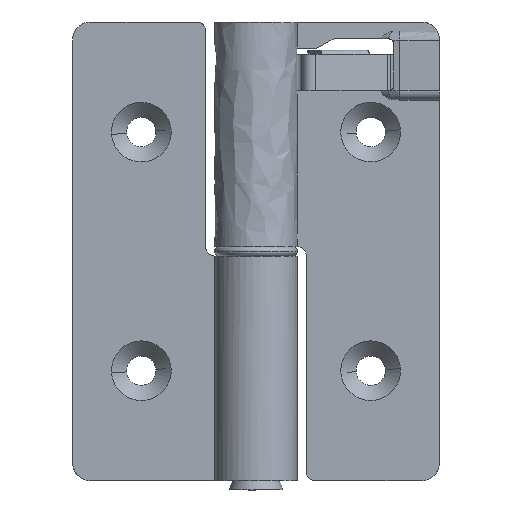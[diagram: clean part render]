
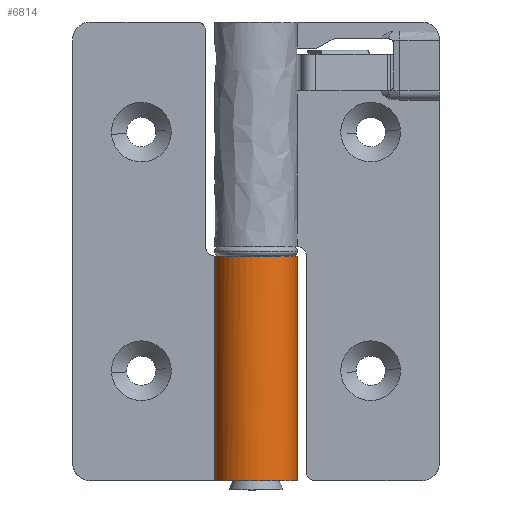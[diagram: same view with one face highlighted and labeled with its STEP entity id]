
A CAD part, front view. The second image highlights one B-rep face of the part: STEP entity #6814.
In plain terms, the highlighted free-form (B-spline) face has degree [1, 2] with [2, 7] control points.
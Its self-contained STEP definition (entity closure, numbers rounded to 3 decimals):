
#6527=CARTESIAN_POINT('',(0.,4.5,24.5));
#6528=VERTEX_POINT('',#6527);
#6577=CARTESIAN_POINT('',(-4.031,2.,24.5));
#6578=VERTEX_POINT('',#6577);
#6584=CARTESIAN_POINT('',(-4.031,2.,24.5));
#6585=CARTESIAN_POINT('',(-4.139,1.783,24.5));
#6586=CARTESIAN_POINT('',(-4.319,1.331,24.5));
#6587=CARTESIAN_POINT('',(-4.471,0.648,24.5));
#6588=CARTESIAN_POINT('',(-4.513,0.011,24.5));
#6589=CARTESIAN_POINT('',(-4.472,-0.625,24.5));
#6590=CARTESIAN_POINT('',(-4.353,-1.191,24.5));
#6591=CARTESIAN_POINT('',(-4.147,-1.778,24.5));
#6592=CARTESIAN_POINT('',(-3.841,-2.389,24.5));
#6593=CARTESIAN_POINT('',(-3.322,-3.085,24.5));
#6594=CARTESIAN_POINT('',(-2.645,-3.677,24.5));
#6595=CARTESIAN_POINT('',(-1.998,-4.048,24.5));
#6596=CARTESIAN_POINT('',(-1.351,-4.31,24.5));
#6597=CARTESIAN_POINT('',(-0.552,-4.504,24.5));
#6598=CARTESIAN_POINT('',(0.425,-4.519,24.5));
#6599=CARTESIAN_POINT('',(1.319,-4.327,24.5));
#6600=CARTESIAN_POINT('',(2.065,-4.022,24.5));
#6601=CARTESIAN_POINT('',(2.776,-3.581,24.5));
#6602=CARTESIAN_POINT('',(3.419,-2.973,24.5));
#6603=CARTESIAN_POINT('',(3.855,-2.35,24.5));
#6604=CARTESIAN_POINT('',(4.165,-1.742,24.5));
#6605=CARTESIAN_POINT('',(4.399,-1.066,24.5));
#6606=CARTESIAN_POINT('',(4.524,-0.222,24.5));
#6607=CARTESIAN_POINT('',(4.483,0.584,24.5));
#6608=CARTESIAN_POINT('',(4.303,1.4,24.5));
#6609=CARTESIAN_POINT('',(3.96,2.215,24.5));
#6610=CARTESIAN_POINT('',(3.436,2.946,24.5));
#6611=CARTESIAN_POINT('',(2.777,3.576,24.5));
#6612=CARTESIAN_POINT('',(2.033,4.055,24.5));
#6613=CARTESIAN_POINT('',(1.061,4.413,24.5));
#6614=CARTESIAN_POINT('',(0.379,4.5,24.5));
#6615=CARTESIAN_POINT('',(0.,4.5,24.5));
#6616=B_SPLINE_CURVE_WITH_KNOTS('',3,(#6584,#6585,#6586,#6587,#6588,#6589,#6590,#6591,#6592,#6593,#6594,#6595,#6596,#6597,#6598,#6599,#6600,#6601,#6602,#6603,#6604,#6605,#6606,#6607,#6608,#6609,#6610,#6611,#6612,#6613,#6614,#6615),.UNSPECIFIED.,.F.,.U.,(4,1,1,1,1,1,1,1,1,1,1,1,1,1,1,1,1,1,1,1,1,1,1,1,1,1,1,1,1,4),(0.,0.727,1.455,2.091,2.637,3.364,3.819,4.501,5.41,6.411,7.184,7.638,8.502,9.639,10.548,11.23,12.048,13.049,13.867,14.322,15.095,16.004,16.868,17.504,18.504,19.505,20.187,21.232,22.142,23.278),.UNSPECIFIED.);
#6617=EDGE_CURVE('',#6578,#6528,#6616,.T.);
#6635=CARTESIAN_POINT('',(0.,4.5,0.0));
#6636=VERTEX_POINT('',#6635);
#6642=CARTESIAN_POINT('',(-4.031,2.,0.0));
#6643=VERTEX_POINT('',#6642);
#6644=CARTESIAN_POINT('',(0.,4.5,0.0));
#6645=CARTESIAN_POINT('',(0.379,4.5,0.0));
#6646=CARTESIAN_POINT('',(0.97,4.425,0.0));
#6647=CARTESIAN_POINT('',(1.762,4.159,0.0));
#6648=CARTESIAN_POINT('',(2.344,3.86,0.0));
#6649=CARTESIAN_POINT('',(2.899,3.463,0.0));
#6650=CARTESIAN_POINT('',(3.446,2.935,0.0));
#6651=CARTESIAN_POINT('',(3.948,2.226,0.0));
#6652=CARTESIAN_POINT('',(4.251,1.527,0.0));
#6653=CARTESIAN_POINT('',(4.444,0.809,0.0));
#6654=CARTESIAN_POINT('',(4.52,0.158,0.0));
#6655=CARTESIAN_POINT('',(4.475,-0.646,0.0));
#6656=CARTESIAN_POINT('',(4.323,-1.314,0.0));
#6657=CARTESIAN_POINT('',(4.065,-1.963,0.0));
#6658=CARTESIAN_POINT('',(3.735,-2.545,0.0));
#6659=CARTESIAN_POINT('',(3.316,-3.066,0.0));
#6660=CARTESIAN_POINT('',(2.837,-3.51,0.0));
#6661=CARTESIAN_POINT('',(2.242,-3.931,0.0));
#6662=CARTESIAN_POINT('',(1.564,-4.245,0.0));
#6663=CARTESIAN_POINT('',(0.814,-4.442,0.0));
#6664=CARTESIAN_POINT('',(0.21,-4.509,0.0));
#6665=CARTESIAN_POINT('',(-0.427,-4.493,0.0));
#6666=CARTESIAN_POINT('',(-1.133,-4.381,0.0));
#6667=CARTESIAN_POINT('',(-1.995,-4.077,0.0));
#6668=CARTESIAN_POINT('',(-2.781,-3.577,0.0));
#6669=CARTESIAN_POINT('',(-3.371,-3.007,0.0));
#6670=CARTESIAN_POINT('',(-3.832,-2.402,0.0));
#6671=CARTESIAN_POINT('',(-4.197,-1.699,0.0));
#6672=CARTESIAN_POINT('',(-4.417,-0.955,0.0));
#6673=CARTESIAN_POINT('',(-4.513,-0.217,0.0));
#6674=CARTESIAN_POINT('',(-4.494,0.544,0.0));
#6675=CARTESIAN_POINT('',(-4.326,1.317,0.0));
#6676=CARTESIAN_POINT('',(-4.132,1.796,0.0));
#6677=CARTESIAN_POINT('',(-4.031,2.,0.0));
#6678=B_SPLINE_CURVE_WITH_KNOTS('',3,(#6644,#6645,#6646,#6647,#6648,#6649,#6650,#6651,#6652,#6653,#6654,#6655,#6656,#6657,#6658,#6659,#6660,#6661,#6662,#6663,#6664,#6665,#6666,#6667,#6668,#6669,#6670,#6671,#6672,#6673,#6674,#6675,#6676,#6677),.UNSPECIFIED.,.F.,.U.,(4,1,1,1,1,1,1,1,1,1,1,1,1,1,1,1,1,1,1,1,1,1,1,1,1,1,1,1,1,1,1,4),(0.,1.137,1.773,2.501,3.092,3.819,4.774,5.683,6.092,7.002,7.638,8.502,9.048,9.73,10.503,11.048,11.685,12.685,13.276,14.003,14.503,15.185,16.14,17.231,17.959,18.595,19.505,20.323,20.914,21.733,22.596,23.278),.UNSPECIFIED.);
#6679=EDGE_CURVE('',#6636,#6643,#6678,.T.);
#6754=CARTESIAN_POINT('',(0.,4.5,24.5));
#6755=CARTESIAN_POINT('',(0.,4.5,0.0));
#6756=QUASI_UNIFORM_CURVE('',1,(#6754,#6755),.UNSPECIFIED.,.F.,.U.);
#6757=EDGE_CURVE('',#6528,#6636,#6756,.T.);
#6782=CARTESIAN_POINT('',(-3.977,2.105,25.113));
#6783=CARTESIAN_POINT('',(-3.977,2.105,-0.628));
#6784=CARTESIAN_POINT('',(-6.501,-2.663,25.113));
#6785=CARTESIAN_POINT('',(-6.501,-2.663,-0.628));
#6786=CARTESIAN_POINT('',(-1.357,-4.29,25.113));
#6787=CARTESIAN_POINT('',(-1.357,-4.29,-0.628));
#6788=CARTESIAN_POINT('',(3.786,-5.918,25.113));
#6789=CARTESIAN_POINT('',(3.786,-5.918,-0.628));
#6790=CARTESIAN_POINT('',(4.464,-0.566,25.113));
#6791=CARTESIAN_POINT('',(4.464,-0.566,-0.628));
#6792=CARTESIAN_POINT('',(5.142,4.786,25.113));
#6793=CARTESIAN_POINT('',(5.142,4.786,-0.628));
#6794=CARTESIAN_POINT('',(-0.244,4.493,25.113));
#6795=CARTESIAN_POINT('',(-0.244,4.493,-0.628));
#6803=(BOUNDED_SURFACE()B_SPLINE_SURFACE(1,2,((#6782,#6784,#6786,#6788,#6790,#6792,#6794),(#6783,#6785,#6787,#6789,#6791,#6793,#6795)),.UNSPECIFIED.,.F.,.F.,.U.)B_SPLINE_SURFACE_WITH_KNOTS((2,2),(3,2,2,3),(0.0,25.74),(0.0,8.425,16.851,25.276),.UNSPECIFIED.)GEOMETRIC_REPRESENTATION_ITEM()RATIONAL_B_SPLINE_SURFACE(((1.0,0.641,1.0,0.641,1.0,0.641,1.0),(1.0,0.641,1.0,0.641,1.0,0.641,1.0)))REPRESENTATION_ITEM('')SURFACE());
#6804=ORIENTED_EDGE('',*,*,#6617,.F.);
#6805=CARTESIAN_POINT('',(-4.031,2.,24.5));
#6806=CARTESIAN_POINT('',(-4.031,2.,0.0));
#6807=QUASI_UNIFORM_CURVE('',1,(#6805,#6806),.UNSPECIFIED.,.F.,.U.);
#6808=EDGE_CURVE('',#6578,#6643,#6807,.T.);
#6809=ORIENTED_EDGE('',*,*,#6808,.T.);
#6810=ORIENTED_EDGE('',*,*,#6679,.F.);
#6811=ORIENTED_EDGE('',*,*,#6757,.F.);
#6812=EDGE_LOOP('',(#6804,#6809,#6810,#6811));
#6813=FACE_OUTER_BOUND('',#6812,.T.);
#6814=ADVANCED_FACE('',(#6813),#6803,.T.);
